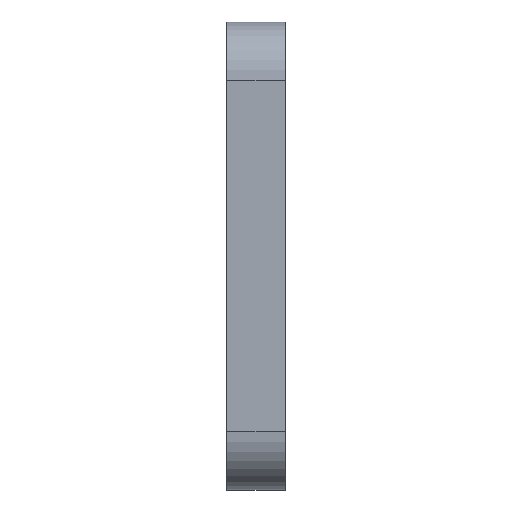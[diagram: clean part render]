
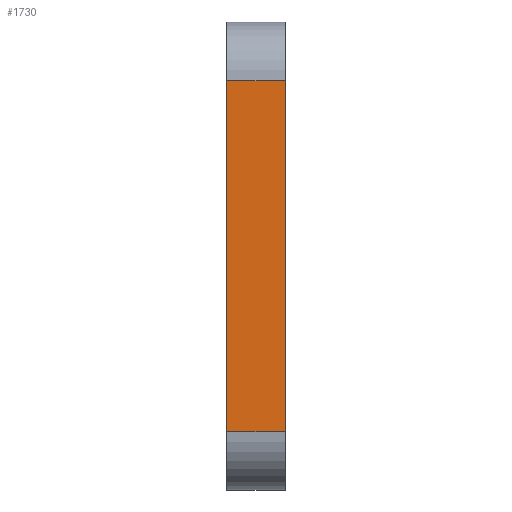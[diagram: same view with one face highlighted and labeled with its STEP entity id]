
A CAD part, left-side view. The second image highlights one B-rep face of the part: STEP entity #1730.
In plain terms, the highlighted planar face has unit normal (-1, 0, 0).
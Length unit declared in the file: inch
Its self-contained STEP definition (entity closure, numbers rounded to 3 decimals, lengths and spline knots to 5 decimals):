
#20 = DIRECTION ( 'NONE',  ( 0., 1., 0. ) ) ;
#24 = EDGE_CURVE ( 'NONE', #2670, #1500, #2576, .T. ) ;
#46 = CARTESIAN_POINT ( 'NONE',  ( 0., 0.25, -1.75 ) ) ;
#70 = VERTEX_POINT ( 'NONE', #1505 ) ;
#135 = EDGE_CURVE ( 'NONE', #2670, #70, #2409, .T. ) ;
#155 = VERTEX_POINT ( 'NONE', #1807 ) ;
#350 = DIRECTION ( 'NONE',  ( 0., 0., 1. ) ) ;
#426 = VECTOR ( 'NONE', #20, 39.37008 ) ;
#520 = CARTESIAN_POINT ( 'NONE',  ( 0., 0.25, 0. ) ) ;
#532 = EDGE_CURVE ( 'NONE', #155, #1500, #2352, .T. ) ;
#765 = DIRECTION ( 'NONE',  ( 0., -1., 0. ) ) ;
#815 = VECTOR ( 'NONE', #1320, 39.37008 ) ;
#905 = CARTESIAN_POINT ( 'NONE',  ( 0., 0.25, 0. ) ) ;
#930 = FACE_OUTER_BOUND ( 'NONE', #1209, .T. ) ;
#963 = CARTESIAN_POINT ( 'NONE',  ( 0., 0., 0. ) ) ;
#1069 = CARTESIAN_POINT ( 'NONE',  ( 0., 0.25, -0.25 ) ) ;
#1171 = ORIENTED_EDGE ( 'NONE', *, *, #135, .T. ) ;
#1209 = EDGE_LOOP ( 'NONE', ( #2593, #2114, #1718, #1171 ) ) ;
#1320 = DIRECTION ( 'NONE',  ( 0., 0., 1. ) ) ;
#1361 = DIRECTION ( 'NONE',  ( 1., 0., 0. ) ) ;
#1500 = VERTEX_POINT ( 'NONE', #1069 ) ;
#1505 = CARTESIAN_POINT ( 'NONE',  ( 0., 0., -1.75 ) ) ;
#1626 = LINE ( 'NONE', #963, #2064 ) ;
#1718 = ORIENTED_EDGE ( 'NONE', *, *, #24, .F. ) ;
#1730 = ADVANCED_FACE ( 'NONE', ( #930 ), #2600, .F. ) ;
#1807 = CARTESIAN_POINT ( 'NONE',  ( 0., 0., -0.25 ) ) ;
#1970 = CARTESIAN_POINT ( 'NONE',  ( 0., 0.25, -1.75 ) ) ;
#2037 = VECTOR ( 'NONE', #765, 39.37008 ) ;
#2064 = VECTOR ( 'NONE', #350, 39.37008 ) ;
#2074 = EDGE_CURVE ( 'NONE', #70, #155, #1626, .T. ) ;
#2114 = ORIENTED_EDGE ( 'NONE', *, *, #532, .T. ) ;
#2149 = CARTESIAN_POINT ( 'NONE',  ( 0., 0.25, -0.25 ) ) ;
#2352 = LINE ( 'NONE', #2149, #426 ) ;
#2409 = LINE ( 'NONE', #1970, #2037 ) ;
#2576 = LINE ( 'NONE', #905, #815 ) ;
#2593 = ORIENTED_EDGE ( 'NONE', *, *, #2074, .T. ) ;
#2600 = PLANE ( 'NONE',  #2630 ) ;
#2626 = DIRECTION ( 'NONE',  ( 0., 0., -1. ) ) ;
#2630 = AXIS2_PLACEMENT_3D ( 'NONE', #520, #1361, #2626 ) ;
#2670 = VERTEX_POINT ( 'NONE', #46 ) ;
